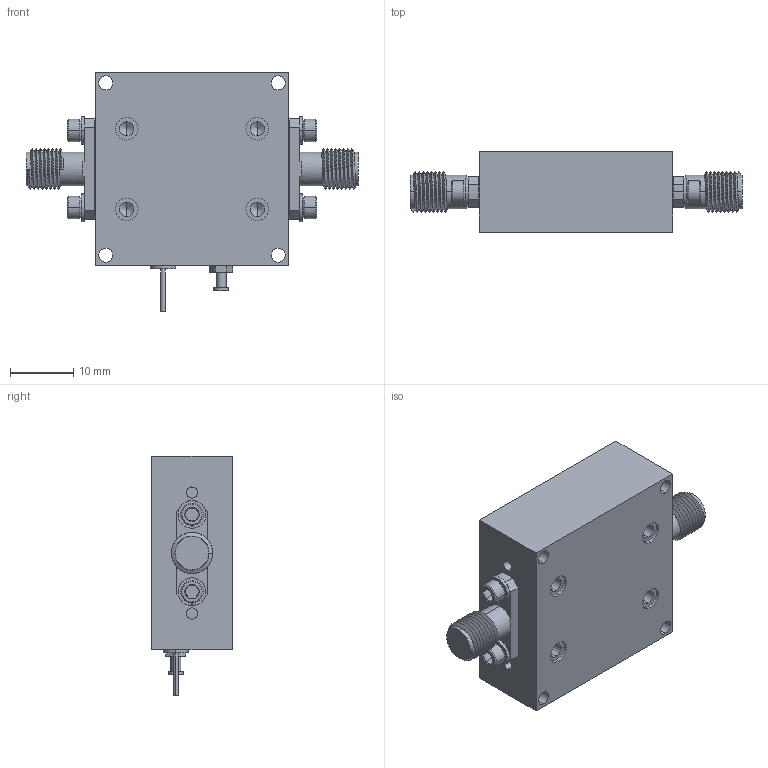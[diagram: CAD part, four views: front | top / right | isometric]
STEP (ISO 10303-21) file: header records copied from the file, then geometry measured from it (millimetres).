
FILE_DESCRIPTION (( 'STEP AP203' ), '1' );
FILE_NAME ('SBP-3335034520-2F2F-S1.STEP', '2019-09-24T00:46:05', ( '' ), ( '' ), 'SwSTEP 2.0', 'SolidWorks 2016', '' );
FILE_SCHEMA (( 'CONFIG_CONTROL_DESIGN' ));
Length unit declared in the file: millimetre
Products named in the file (1): SBP-3335034520-2F2F-S1
Bounding box: 52.32 x 12.7 x 37.72 mm (x, y, z)
Volume: 13416.1 mm3; surface area: 7258.5 mm2
Topology: 3 solids, 3 shells, 1274 faces, 3410 edges, 2228 vertices
Faces by surface type: plane 559, bspline 533, cylinder 130, cone 52
Entity records: 66495 total; most frequent: CARTESIAN_POINT 38368, ORIENTED_EDGE 6804, DIRECTION 4016, EDGE_CURVE 3402, VERTEX_POINT 2228, LINE 1932, VECTOR 1932, EDGE_LOOP 1392
